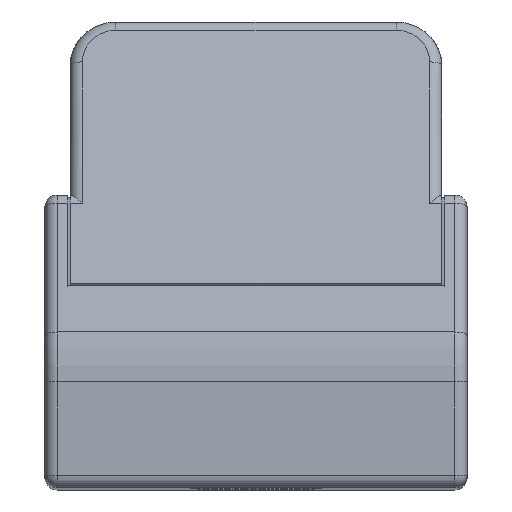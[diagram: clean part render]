
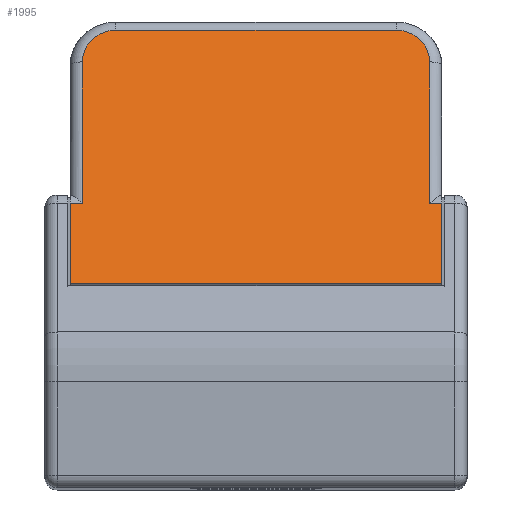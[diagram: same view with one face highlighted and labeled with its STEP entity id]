
A CAD part, top view. The second image highlights one B-rep face of the part: STEP entity #1995.
In plain terms, the highlighted planar face has unit normal (0, 0.327, 0.945).
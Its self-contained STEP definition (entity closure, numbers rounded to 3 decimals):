
#415 = VERTEX_POINT ( 'NONE', #4556 ) ;
#574 = CARTESIAN_POINT ( 'NONE',  ( 21.35, 18.356, 0.754 ) ) ;
#1349 = CARTESIAN_POINT ( 'NONE',  ( 0.8, 18.356, 0.754 ) ) ;
#1466 = VECTOR ( 'NONE', #17565, 1000. ) ;
#1562 = CARTESIAN_POINT ( 'NONE',  ( 3., 20.435, 0.035 ) ) ;
#1591 = LINE ( 'NONE', #24382, #1466 ) ;
#1635 = EDGE_CURVE ( 'NONE', #23160, #10863, #1591, .T. ) ;
#1681 = DIRECTION ( 'NONE',  ( -1., 0., 0. ) ) ;
#1929 = EDGE_CURVE ( 'NONE', #2848, #19011, #15119, .T. ) ;
#1995 = ADVANCED_FACE ( 'NONE', ( #8211 ), #25063, .T. ) ;
#2135 = ORIENTED_EDGE ( 'NONE', *, *, #1929, .T. ) ;
#2214 = VERTEX_POINT ( 'NONE', #28649 ) ;
#2848 = VERTEX_POINT ( 'NONE', #14750 ) ;
#2951 = CARTESIAN_POINT ( 'NONE',  ( 3., 18.356, 0.754 ) ) ;
#3077 = VERTEX_POINT ( 'NONE', #29245 ) ;
#3116 = CARTESIAN_POINT ( 'NONE',  ( 0.8, 9.094, 3.956 ) ) ;
#3248 = LINE ( 'NONE', #4930, #25050 ) ;
#3352 = VERTEX_POINT ( 'NONE', #3116 ) ;
#3521 = DIRECTION ( 'NONE',  ( 0., 0.945, -0.327 ) ) ;
#3802 = CIRCLE ( 'NONE', #20650, 2.2 ) ;
#4036 = VERTEX_POINT ( 'NONE', #19723 ) ;
#4250 = CARTESIAN_POINT ( 'NONE',  ( 23.55, 9.094, 3.956 ) ) ;
#4432 = EDGE_CURVE ( 'NONE', #2214, #2848, #16145, .T. ) ;
#4556 = CARTESIAN_POINT ( 'NONE',  ( 0., 9.094, 3.956 ) ) ;
#4930 = CARTESIAN_POINT ( 'NONE',  ( 0., 9.094, 3.956 ) ) ;
#5101 = AXIS2_PLACEMENT_3D ( 'NONE', #574, #27884, #21377 ) ;
#5225 = DIRECTION ( 'NONE',  ( -1., 0., 0. ) ) ;
#5878 = EDGE_CURVE ( 'NONE', #19011, #20977, #3802, .T. ) ;
#6146 = VECTOR ( 'NONE', #22589, 1000. ) ;
#6786 = LINE ( 'NONE', #7082, #18839 ) ;
#6865 = ORIENTED_EDGE ( 'NONE', *, *, #1635, .F. ) ;
#7082 = CARTESIAN_POINT ( 'NONE',  ( -21.433, 3.846, 5.77 ) ) ;
#8185 = EDGE_CURVE ( 'NONE', #3352, #20977, #9010, .T. ) ;
#8211 = FACE_OUTER_BOUND ( 'NONE', #14629, .T. ) ;
#8912 = DIRECTION ( 'NONE',  ( 0., 0.327, 0.945 ) ) ;
#9010 = LINE ( 'NONE', #29683, #6146 ) ;
#9880 = DIRECTION ( 'NONE',  ( 0., 0.327, 0.945 ) ) ;
#10049 = ORIENTED_EDGE ( 'NONE', *, *, #14782, .F. ) ;
#10118 = VECTOR ( 'NONE', #11318, 1000. ) ;
#10156 = CARTESIAN_POINT ( 'NONE',  ( 0., 2.192, 6.342 ) ) ;
#10458 = CARTESIAN_POINT ( 'NONE',  ( -21.433, 20.435, 0.035 ) ) ;
#10483 = ORIENTED_EDGE ( 'NONE', *, *, #16953, .T. ) ;
#10863 = VERTEX_POINT ( 'NONE', #18896 ) ;
#11318 = DIRECTION ( 'NONE',  ( -1., 0., 0. ) ) ;
#12003 = VECTOR ( 'NONE', #1681, 1000. ) ;
#12609 = EDGE_CURVE ( 'NONE', #3077, #10863, #6786, .T. ) ;
#13427 = CARTESIAN_POINT ( 'NONE',  ( -21.433, 2.192, 6.342 ) ) ;
#14629 = EDGE_LOOP ( 'NONE', ( #26786, #15855, #10049, #24337, #6865, #25945, #10483, #17890, #2135, #15445 ) ) ;
#14750 = CARTESIAN_POINT ( 'NONE',  ( 21.35, 20.435, 0.035 ) ) ;
#14782 = EDGE_CURVE ( 'NONE', #3077, #415, #24193, .T. ) ;
#14851 = LINE ( 'NONE', #24077, #25262 ) ;
#15119 = LINE ( 'NONE', #10458, #10118 ) ;
#15445 = ORIENTED_EDGE ( 'NONE', *, *, #5878, .T. ) ;
#15855 = ORIENTED_EDGE ( 'NONE', *, *, #27545, .T. ) ;
#16145 = CIRCLE ( 'NONE', #5101, 2.2 ) ;
#16953 = EDGE_CURVE ( 'NONE', #4036, #2214, #14851, .T. ) ;
#17261 = DIRECTION ( 'NONE',  ( 0., 0.945, -0.327 ) ) ;
#17388 = DIRECTION ( 'NONE',  ( 0., -0.945, 0.327 ) ) ;
#17565 = DIRECTION ( 'NONE',  ( 0., -0.945, 0.327 ) ) ;
#17890 = ORIENTED_EDGE ( 'NONE', *, *, #4432, .T. ) ;
#18839 = VECTOR ( 'NONE', #20198, 1000. ) ;
#18896 = CARTESIAN_POINT ( 'NONE',  ( 24.35, 3.846, 5.77 ) ) ;
#19011 = VERTEX_POINT ( 'NONE', #1562 ) ;
#19723 = CARTESIAN_POINT ( 'NONE',  ( 23.55, 9.094, 3.956 ) ) ;
#20198 = DIRECTION ( 'NONE',  ( 1., 0., 0. ) ) ;
#20650 = AXIS2_PLACEMENT_3D ( 'NONE', #2951, #9880, #27694 ) ;
#20977 = VERTEX_POINT ( 'NONE', #1349 ) ;
#21377 = DIRECTION ( 'NONE',  ( 0., -0.945, 0.327 ) ) ;
#22349 = LINE ( 'NONE', #4250, #12003 ) ;
#22589 = DIRECTION ( 'NONE',  ( 0., 0.945, -0.327 ) ) ;
#23160 = VERTEX_POINT ( 'NONE', #29018 ) ;
#24077 = CARTESIAN_POINT ( 'NONE',  ( 23.55, 8.663, 4.105 ) ) ;
#24193 = LINE ( 'NONE', #10156, #24253 ) ;
#24253 = VECTOR ( 'NONE', #3521, 1000. ) ;
#24337 = ORIENTED_EDGE ( 'NONE', *, *, #12609, .T. ) ;
#24382 = CARTESIAN_POINT ( 'NONE',  ( 24.35, 2.192, 6.342 ) ) ;
#25050 = VECTOR ( 'NONE', #5225, 1000. ) ;
#25063 = PLANE ( 'NONE',  #26548 ) ;
#25262 = VECTOR ( 'NONE', #17261, 1000. ) ;
#25945 = ORIENTED_EDGE ( 'NONE', *, *, #26682, .T. ) ;
#26548 = AXIS2_PLACEMENT_3D ( 'NONE', #13427, #8912, #17388 ) ;
#26682 = EDGE_CURVE ( 'NONE', #23160, #4036, #22349, .T. ) ;
#26786 = ORIENTED_EDGE ( 'NONE', *, *, #8185, .F. ) ;
#27545 = EDGE_CURVE ( 'NONE', #3352, #415, #3248, .T. ) ;
#27694 = DIRECTION ( 'NONE',  ( 0., -0.945, 0.327 ) ) ;
#27884 = DIRECTION ( 'NONE',  ( 0., 0.327, 0.945 ) ) ;
#28649 = CARTESIAN_POINT ( 'NONE',  ( 23.55, 18.356, 0.754 ) ) ;
#29018 = CARTESIAN_POINT ( 'NONE',  ( 24.35, 9.094, 3.956 ) ) ;
#29245 = CARTESIAN_POINT ( 'NONE',  ( 0., 3.846, 5.77 ) ) ;
#29683 = CARTESIAN_POINT ( 'NONE',  ( 0.8, 8.663, 4.105 ) ) ;
